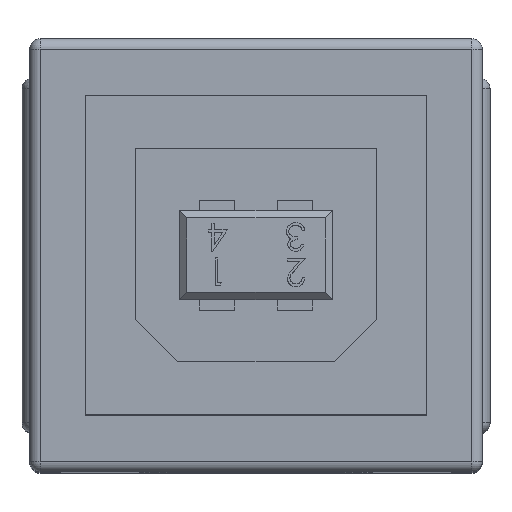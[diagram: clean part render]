
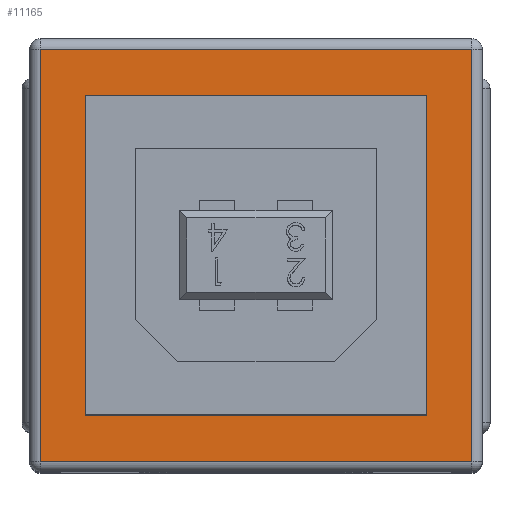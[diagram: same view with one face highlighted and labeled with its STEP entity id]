
A CAD part, top view. The second image highlights one B-rep face of the part: STEP entity #11165.
In plain terms, the highlighted planar face has unit normal (0, 0, 1).
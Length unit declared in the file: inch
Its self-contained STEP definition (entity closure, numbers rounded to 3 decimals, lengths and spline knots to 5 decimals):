
#3442 = DIRECTION ( 'NONE',  ( -1., 0., 0. ) ) ;
#3443 = DIRECTION ( 'NONE',  ( 0., 0., -1. ) ) ;
#3444 = CARTESIAN_POINT ( 'NONE',  ( -0.3185, 0.305, 0.6045 ) ) ;
#3445 = AXIS2_PLACEMENT_3D ( 'NONE', #3444, #3443, #3442 ) ;
#3446 = PLANE ( 'NONE',  #3445 ) ;
#3447 = FACE_BOUND ( 'NONE', #11233, .T. ) ;
#3448 = FACE_OUTER_BOUND ( 'NONE', #11162, .T. ) ;
#3449 = CARTESIAN_POINT ( 'NONE',  ( 0.3035, -0.29, 0.6045 ) ) ;
#3450 = CARTESIAN_POINT ( 'NONE',  ( -0.3035, -0.29, 0.6045 ) ) ;
#3451 = CARTESIAN_POINT ( 'NONE',  ( -0.3035, 0.29, 0.6045 ) ) ;
#3452 = CARTESIAN_POINT ( 'NONE',  ( 0.3035, 0.29, 0.6045 ) ) ;
#3453 = DIRECTION ( 'NONE',  ( 0., 1., 0. ) ) ;
#3454 = VECTOR ( 'NONE', #3453, 39.37008 ) ;
#3455 = CARTESIAN_POINT ( 'NONE',  ( 0.3035, 0.305, 0.6045 ) ) ;
#3456 = LINE ( 'NONE', #3455, #3454 ) ;
#3604 = DIRECTION ( 'NONE',  ( 1., 0., 0. ) ) ;
#3605 = VECTOR ( 'NONE', #3604, 39.37008 ) ;
#3606 = CARTESIAN_POINT ( 'NONE',  ( -0.3185, -0.29, 0.6045 ) ) ;
#3607 = LINE ( 'NONE', #3606, #3605 ) ;
#3608 = CARTESIAN_POINT ( 'NONE',  ( 0.24, 0.225, 0.6045 ) ) ;
#3609 = DIRECTION ( 'NONE',  ( -1., 0., 0. ) ) ;
#3610 = VECTOR ( 'NONE', #3609, 39.37008 ) ;
#3611 = CARTESIAN_POINT ( 'NONE',  ( -0.24, 0.225, 0.6045 ) ) ;
#3612 = LINE ( 'NONE', #3611, #3610 ) ;
#3613 = CARTESIAN_POINT ( 'NONE',  ( -0.24, -0.225, 0.6045 ) ) ;
#3614 = CARTESIAN_POINT ( 'NONE',  ( -0.24, 0.225, 0.6045 ) ) ;
#3615 = DIRECTION ( 'NONE',  ( 0., -1., 0. ) ) ;
#3616 = VECTOR ( 'NONE', #3615, 39.37008 ) ;
#3617 = CARTESIAN_POINT ( 'NONE',  ( -0.24, 0.225, 0.6045 ) ) ;
#3618 = LINE ( 'NONE', #3617, #3616 ) ;
#3619 = DIRECTION ( 'NONE',  ( 0., -1., 0. ) ) ;
#3620 = VECTOR ( 'NONE', #3619, 39.37008 ) ;
#3621 = CARTESIAN_POINT ( 'NONE',  ( -0.3035, 0.305, 0.6045 ) ) ;
#3622 = LINE ( 'NONE', #3621, #3620 ) ;
#3624 = DIRECTION ( 'NONE',  ( -1., 0., 0. ) ) ;
#3635 = VECTOR ( 'NONE', #3624, 39.37008 ) ;
#3636 = CARTESIAN_POINT ( 'NONE',  ( -0.3185, 0.29, 0.6045 ) ) ;
#3637 = LINE ( 'NONE', #3636, #3635 ) ;
#8181 = DIRECTION ( 'NONE',  ( 0., 1., 0. ) ) ;
#8182 = VECTOR ( 'NONE', #8181, 39.37008 ) ;
#8183 = CARTESIAN_POINT ( 'NONE',  ( 0.24, 0.225, 0.6045 ) ) ;
#8184 = LINE ( 'NONE', #8183, #8182 ) ;
#8186 = DIRECTION ( 'NONE',  ( 1., 0., 0. ) ) ;
#8187 = VECTOR ( 'NONE', #8186, 39.37008 ) ;
#8188 = CARTESIAN_POINT ( 'NONE',  ( -0.24, -0.225, 0.6045 ) ) ;
#8189 = LINE ( 'NONE', #8188, #8187 ) ;
#8249 = CARTESIAN_POINT ( 'NONE',  ( 0.24, -0.225, 0.6045 ) ) ;
#11156 = ORIENTED_EDGE ( 'NONE', *, *, #11157, .T. ) ;
#11157 = EDGE_CURVE ( 'NONE', #11161, #11158, #3456, .T. ) ;
#11158 = VERTEX_POINT ( 'NONE', #3452 ) ;
#11159 = VERTEX_POINT ( 'NONE', #3451 ) ;
#11160 = VERTEX_POINT ( 'NONE', #3450 ) ;
#11161 = VERTEX_POINT ( 'NONE', #3449 ) ;
#11162 = EDGE_LOOP ( 'NONE', ( #11242, #11156, #11229, #11231 ) ) ;
#11165 = ADVANCED_FACE ( 'NONE', ( #3448, #3447 ), #3446, .F. ) ;
#11229 = ORIENTED_EDGE ( 'NONE', *, *, #11230, .T. ) ;
#11230 = EDGE_CURVE ( 'NONE', #11158, #11159, #3637, .T. ) ;
#11231 = ORIENTED_EDGE ( 'NONE', *, *, #11232, .T. ) ;
#11232 = EDGE_CURVE ( 'NONE', #11159, #11160, #3622, .T. ) ;
#11233 = EDGE_LOOP ( 'NONE', ( #11234, #11238, #11241, #13299 ) ) ;
#11234 = ORIENTED_EDGE ( 'NONE', *, *, #11235, .F. ) ;
#11235 = EDGE_CURVE ( 'NONE', #11236, #11237, #3618, .T. ) ;
#11236 = VERTEX_POINT ( 'NONE', #3614 ) ;
#11237 = VERTEX_POINT ( 'NONE', #3613 ) ;
#11238 = ORIENTED_EDGE ( 'NONE', *, *, #11239, .F. ) ;
#11239 = EDGE_CURVE ( 'NONE', #11240, #11236, #3612, .T. ) ;
#11240 = VERTEX_POINT ( 'NONE', #3608 ) ;
#11241 = ORIENTED_EDGE ( 'NONE', *, *, #13302, .F. ) ;
#11242 = ORIENTED_EDGE ( 'NONE', *, *, #11243, .T. ) ;
#11243 = EDGE_CURVE ( 'NONE', #11160, #11161, #3607, .T. ) ;
#13298 = EDGE_CURVE ( 'NONE', #11237, #13303, #8189, .T. ) ;
#13299 = ORIENTED_EDGE ( 'NONE', *, *, #13298, .F. ) ;
#13302 = EDGE_CURVE ( 'NONE', #13303, #11240, #8184, .T. ) ;
#13303 = VERTEX_POINT ( 'NONE', #8249 ) ;
